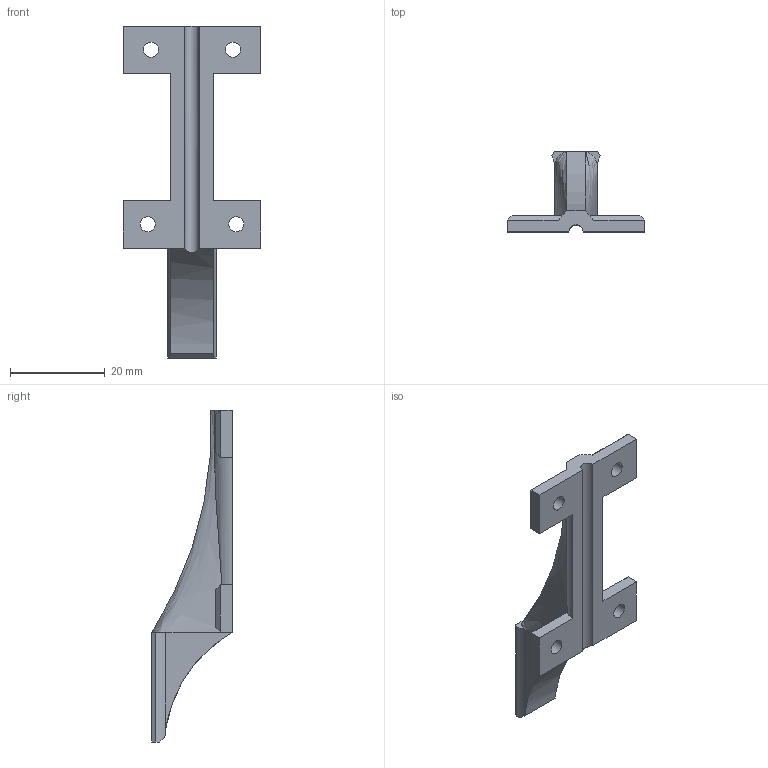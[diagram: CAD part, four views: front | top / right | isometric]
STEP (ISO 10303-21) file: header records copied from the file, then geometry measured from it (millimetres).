
FILE_DESCRIPTION(/* description */ (''),/* implementation_level */ '2;1');
FILE_NAME(/* name */ 'Bicineta_Iman_Soporte_Forward.step',/* time_stamp */ '2024-07-11T12:34:23-05:00',/* author */ (''),/* organization */ (''),/* preprocessor_version */ 'ST-DEVELOPER v20',/* originating_system */ 'Autodesk Translation Framework v13.14.0.145',/* authorisation */ '');
FILE_SCHEMA (('AUTOMOTIVE_DESIGN { 1 0 10303 214 3 1 1 }'));
Length unit declared in the file: millimetre
Products named in the file (1): BicinetaIman_Soporte
Bounding box: 29 x 17 x 70.1 mm (x, y, z)
Volume: 5280.3 mm3; surface area: 3568.4 mm2
Topology: 1 solids, 1 shells, 60 faces, 157 edges, 100 vertices
Faces by surface type: plane 43, cylinder 13, bspline 4
Full cylindrical faces by diameter (mm): 3.2 x4
Entity records: 2109 total; most frequent: CARTESIAN_POINT 628, ORIENTED_EDGE 314, DIRECTION 273, EDGE_CURVE 157, VERTEX_POINT 100, LINE 97, VECTOR 97, AXIS2_PLACEMENT_3D 88
